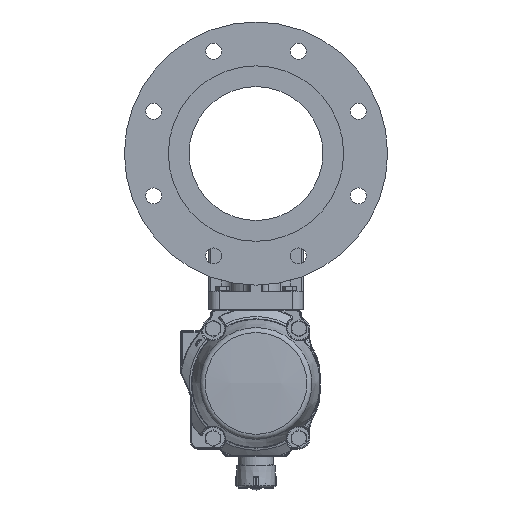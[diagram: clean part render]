
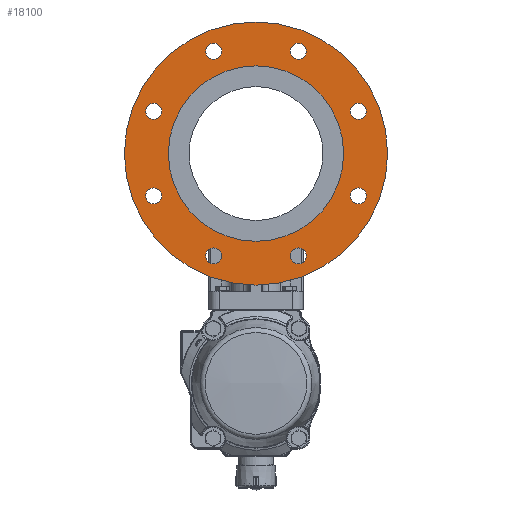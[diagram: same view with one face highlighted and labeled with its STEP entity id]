
A CAD part, front view. The second image highlights one B-rep face of the part: STEP entity #18100.
In plain terms, the highlighted planar face has unit normal (0, -1, 0).
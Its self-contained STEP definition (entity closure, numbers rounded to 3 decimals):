
#2864=PLANE('',#19447);
#4287=ORIENTED_EDGE('',*,*,#8514,.F.);
#4288=ORIENTED_EDGE('',*,*,#8515,.F.);
#4289=ORIENTED_EDGE('',*,*,#8516,.F.);
#4290=ORIENTED_EDGE('',*,*,#8517,.F.);
#4291=ORIENTED_EDGE('',*,*,#8518,.F.);
#4292=ORIENTED_EDGE('',*,*,#8519,.F.);
#4293=ORIENTED_EDGE('',*,*,#8520,.F.);
#4294=ORIENTED_EDGE('',*,*,#8513,.F.);
#4295=ORIENTED_EDGE('',*,*,#8521,.F.);
#4296=ORIENTED_EDGE('',*,*,#7911,.T.);
#7911=EDGE_CURVE('',#10327,#10327,#11836,.T.);
#8513=EDGE_CURVE('',#10711,#10711,#12082,.T.);
#8514=EDGE_CURVE('',#10712,#10712,#12083,.T.);
#8515=EDGE_CURVE('',#10713,#10713,#12084,.T.);
#8516=EDGE_CURVE('',#10714,#10714,#12085,.T.);
#8517=EDGE_CURVE('',#10715,#10715,#12086,.T.);
#8518=EDGE_CURVE('',#10716,#10716,#12087,.T.);
#8519=EDGE_CURVE('',#10717,#10717,#12088,.T.);
#8520=EDGE_CURVE('',#10718,#10718,#12089,.T.);
#8521=EDGE_CURVE('',#10719,#10719,#12090,.T.);
#10327=VERTEX_POINT('',#25527);
#10711=VERTEX_POINT('',#28089);
#10712=VERTEX_POINT('',#28092);
#10713=VERTEX_POINT('',#28095);
#10714=VERTEX_POINT('',#28098);
#10715=VERTEX_POINT('',#28101);
#10716=VERTEX_POINT('',#28104);
#10717=VERTEX_POINT('',#28107);
#10718=VERTEX_POINT('',#28110);
#10719=VERTEX_POINT('',#28121);
#11836=CIRCLE('',#18983,142.5);
#12082=CIRCLE('',#19424,8.647);
#12083=CIRCLE('',#19426,8.647);
#12084=CIRCLE('',#19428,8.647);
#12085=CIRCLE('',#19430,8.647);
#12086=CIRCLE('',#19432,8.647);
#12087=CIRCLE('',#19434,8.647);
#12088=CIRCLE('',#19436,8.647);
#12089=CIRCLE('',#19438,8.647);
#12090=CIRCLE('',#19448,95.);
#13189=EDGE_LOOP('',(#4287));
#13190=EDGE_LOOP('',(#4288));
#13191=EDGE_LOOP('',(#4289));
#13192=EDGE_LOOP('',(#4290));
#13193=EDGE_LOOP('',(#4291));
#13194=EDGE_LOOP('',(#4292));
#13195=EDGE_LOOP('',(#4293));
#13196=EDGE_LOOP('',(#4294));
#13197=EDGE_LOOP('',(#4295));
#13198=EDGE_LOOP('',(#4296));
#14497=FACE_BOUND('',#13189,.T.);
#14498=FACE_BOUND('',#13190,.T.);
#14499=FACE_BOUND('',#13191,.T.);
#14500=FACE_BOUND('',#13192,.T.);
#14501=FACE_BOUND('',#13193,.T.);
#14502=FACE_BOUND('',#13194,.T.);
#14503=FACE_BOUND('',#13195,.T.);
#14504=FACE_BOUND('',#13196,.T.);
#14505=FACE_BOUND('',#13197,.T.);
#14506=FACE_BOUND('',#13198,.T.);
#18100=ADVANCED_FACE('',(#14497,#14498,#14499,#14500,#14501,#14502,#14503,
#14504,#14505,#14506),#2864,.T.);
#18983=AXIS2_PLACEMENT_3D('',#25526,#20904,#20905);
#19424=AXIS2_PLACEMENT_3D('',#28088,#21982,#21983);
#19426=AXIS2_PLACEMENT_3D('',#28091,#21986,#21987);
#19428=AXIS2_PLACEMENT_3D('',#28094,#21990,#21991);
#19430=AXIS2_PLACEMENT_3D('',#28097,#21994,#21995);
#19432=AXIS2_PLACEMENT_3D('',#28100,#21998,#21999);
#19434=AXIS2_PLACEMENT_3D('',#28103,#22002,#22003);
#19436=AXIS2_PLACEMENT_3D('',#28106,#22006,#22007);
#19438=AXIS2_PLACEMENT_3D('',#28109,#22010,#22011);
#19447=AXIS2_PLACEMENT_3D('',#28119,#22028,#22029);
#19448=AXIS2_PLACEMENT_3D('',#28120,#22030,#22031);
#20904=DIRECTION('',(0.,-1.,0.));
#20905=DIRECTION('',(-1.,0.,0.));
#21982=DIRECTION('',(0.,-1.,0.));
#21983=DIRECTION('',(-1.,0.,0.));
#21986=DIRECTION('',(0.,-1.,0.));
#21987=DIRECTION('',(-1.,0.,0.));
#21990=DIRECTION('',(0.,-1.,0.));
#21991=DIRECTION('',(-1.,0.,0.));
#21994=DIRECTION('',(0.,-1.,0.));
#21995=DIRECTION('',(-1.,0.,0.));
#21998=DIRECTION('',(0.,-1.,0.));
#21999=DIRECTION('',(-1.,0.,0.));
#22002=DIRECTION('',(0.,-1.,0.));
#22003=DIRECTION('',(-1.,0.,0.));
#22006=DIRECTION('',(0.,-1.,0.));
#22007=DIRECTION('',(-1.,0.,0.));
#22010=DIRECTION('',(0.,-1.,0.));
#22011=DIRECTION('',(-1.,0.,0.));
#22028=DIRECTION('',(0.,-1.,0.));
#22029=DIRECTION('',(0.,0.,-1.));
#22030=DIRECTION('',(0.,-1.,0.));
#22031=DIRECTION('',(0.,0.,-1.));
#25526=CARTESIAN_POINT('',(0.,-108.,0.));
#25527=CARTESIAN_POINT('',(-142.5,-108.,0.));
#28088=CARTESIAN_POINT('',(45.922,-108.,-110.866));
#28089=CARTESIAN_POINT('',(37.275,-108.,-110.866));
#28091=CARTESIAN_POINT('',(110.866,-108.,-45.922));
#28092=CARTESIAN_POINT('',(102.219,-108.,-45.922));
#28094=CARTESIAN_POINT('',(110.866,-108.,45.922));
#28095=CARTESIAN_POINT('',(102.219,-108.,45.922));
#28097=CARTESIAN_POINT('',(45.922,-108.,110.866));
#28098=CARTESIAN_POINT('',(37.275,-108.,110.866));
#28100=CARTESIAN_POINT('',(-45.922,-108.,110.866));
#28101=CARTESIAN_POINT('',(-54.569,-108.,110.866));
#28103=CARTESIAN_POINT('',(-110.866,-108.,45.922));
#28104=CARTESIAN_POINT('',(-119.513,-108.,45.922));
#28106=CARTESIAN_POINT('',(-110.866,-108.,-45.922));
#28107=CARTESIAN_POINT('',(-119.513,-108.,-45.922));
#28109=CARTESIAN_POINT('',(-45.922,-108.,-110.866));
#28110=CARTESIAN_POINT('',(-54.569,-108.,-110.866));
#28119=CARTESIAN_POINT('',(0.,-108.,0.));
#28120=CARTESIAN_POINT('',(0.,-108.,0.));
#28121=CARTESIAN_POINT('',(0.,-108.,-95.));
